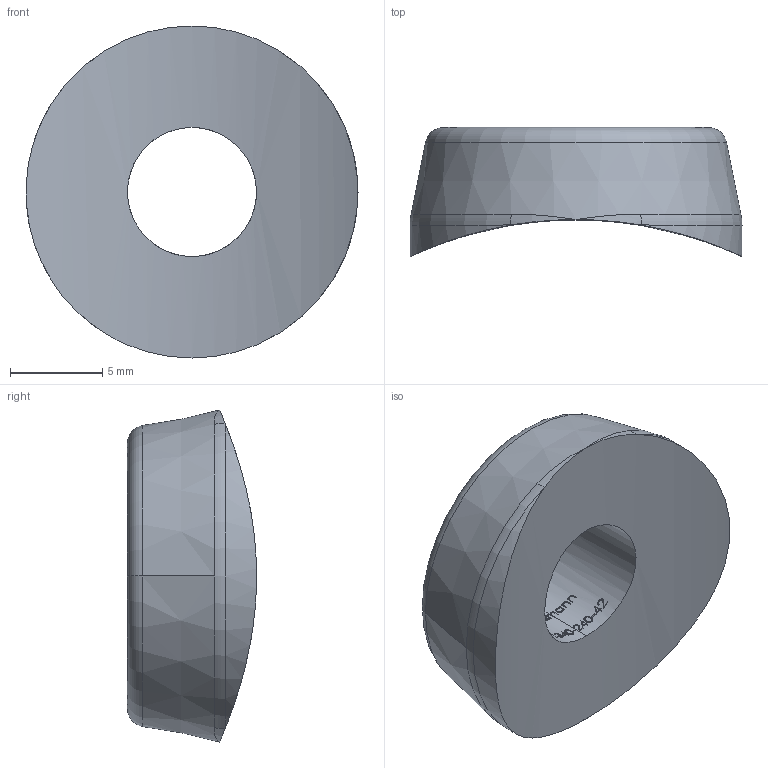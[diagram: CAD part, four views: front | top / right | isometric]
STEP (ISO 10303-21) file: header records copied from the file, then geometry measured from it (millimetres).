
FILE_DESCRIPTION (( 'STEP AP203' ), '1' );
FILE_NAME ('51340-240-42.step', '2021-12-22T12:47:12', ( '' ), ( '' ), 'SwSTEP 2.0', 'SolidWorks 2018', '' );
FILE_SCHEMA (( 'CONFIG_CONTROL_DESIGN' ));
Length unit declared in the file: millimetre
Products named in the file (2): 51340-240-42
Bounding box: 18 x 7 x 18 mm (x, y, z)
Volume: 1058.6 mm3; surface area: 816.8 mm2
Topology: 1 solids, 1 shells, 273 faces, 727 edges, 479 vertices
Faces by surface type: plane 129, bspline 104, cylinder 33, torus 5, cone 2
Entity records: 12945 total; most frequent: CARTESIAN_POINT 6688, ORIENTED_EDGE 1446, DIRECTION 961, EDGE_CURVE 723, VERTEX_POINT 479, VECTOR 343, LINE 343, AXIS2_PLACEMENT_3D 309
